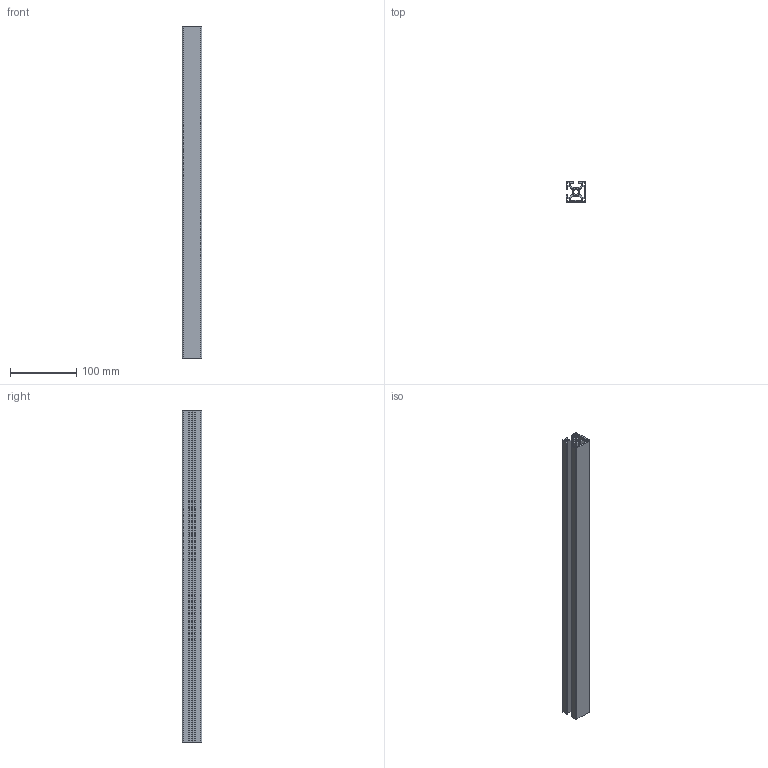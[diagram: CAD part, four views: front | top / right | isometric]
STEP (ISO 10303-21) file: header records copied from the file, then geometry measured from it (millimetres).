
FILE_DESCRIPTION (( 'STEP AP203' ), '1' );
FILE_NAME ('8 30X30 2SA.STEP', '2012-06-01T08:33:17', ( 'alle' ), ( 'Hewlett-Packard Company' ), 'SwSTEP 2.0', 'SolidWorks 2011', '' );
FILE_SCHEMA (( 'CONFIG_CONTROL_DESIGN' ));
Length unit declared in the file: millimetre
Products named in the file (1): M ATP B8 30302NE
Bounding box: 30 x 30 x 500 mm (x, y, z)
Volume: 175211 mm3; surface area: 178285.1 mm2
Topology: 1 solids, 1 shells, 161 faces, 477 edges, 318 vertices
Faces by surface type: plane 82, cylinder 79
Entity records: 5534 total; most frequent: DIRECTION 959, CARTESIAN_POINT 957, ORIENTED_EDGE 954, EDGE_CURVE 477, AXIS2_PLACEMENT_3D 320, VECTOR 319, LINE 319, VERTEX_POINT 318
